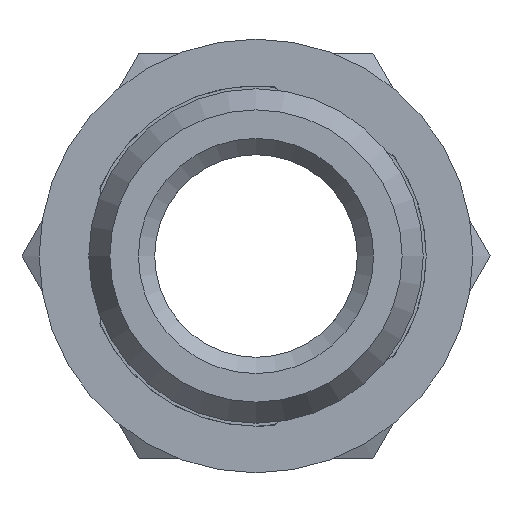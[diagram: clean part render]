
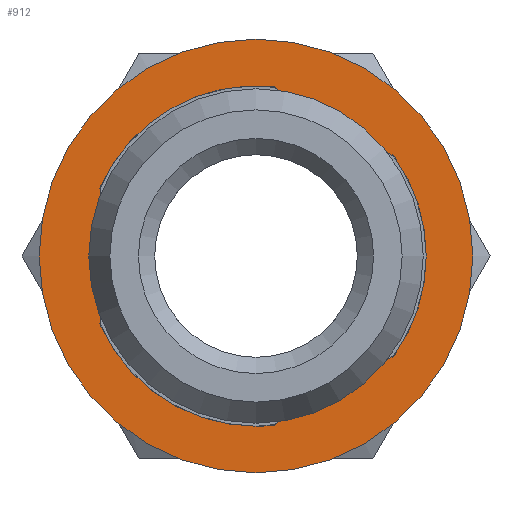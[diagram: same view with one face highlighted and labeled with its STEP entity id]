
A CAD part, front view. The second image highlights one B-rep face of the part: STEP entity #912.
In plain terms, the highlighted planar face has unit normal (0, -1, 0).
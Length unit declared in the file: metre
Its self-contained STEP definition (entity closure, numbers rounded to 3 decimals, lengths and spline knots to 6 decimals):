
#49=LINE('',#1462,#67);
#50=LINE('',#1467,#68);
#51=LINE('',#1472,#69);
#67=VECTOR('',#1133,1.);
#68=VECTOR('',#1138,1.);
#69=VECTOR('',#1143,1.);
#87=PLANE('',#991);
#229=ORIENTED_EDGE('',*,*,#325,.F.);
#230=ORIENTED_EDGE('',*,*,#326,.F.);
#231=ORIENTED_EDGE('',*,*,#327,.F.);
#232=ORIENTED_EDGE('',*,*,#324,.F.);
#233=ORIENTED_EDGE('',*,*,#328,.F.);
#234=ORIENTED_EDGE('',*,*,#329,.F.);
#235=ORIENTED_EDGE('',*,*,#330,.T.);
#324=EDGE_CURVE('',#385,#384,#49,.T.);
#325=EDGE_CURVE('',#386,#387,#418,.T.);
#326=EDGE_CURVE('',#388,#386,#50,.T.);
#327=EDGE_CURVE('',#384,#388,#419,.T.);
#328=EDGE_CURVE('',#389,#385,#420,.T.);
#329=EDGE_CURVE('',#387,#389,#51,.T.);
#330=EDGE_CURVE('',#390,#390,#421,.T.);
#384=VERTEX_POINT('',#1459);
#385=VERTEX_POINT('',#1461);
#386=VERTEX_POINT('',#1465);
#387=VERTEX_POINT('',#1466);
#388=VERTEX_POINT('',#1468);
#389=VERTEX_POINT('',#1471);
#390=VERTEX_POINT('',#1474);
#418=CIRCLE('',#992,0.0084);
#419=CIRCLE('',#993,0.0084);
#420=CIRCLE('',#994,0.0084);
#421=CIRCLE('',#995,0.0107);
#481=EDGE_LOOP('',(#229,#230,#231,#232,#233,#234));
#482=EDGE_LOOP('',(#235));
#553=FACE_BOUND('',#481,.T.);
#554=FACE_BOUND('',#482,.T.);
#912=ADVANCED_FACE('',(#553,#554),#87,.T.);
#991=AXIS2_PLACEMENT_3D('',#1463,#1134,#1135);
#992=AXIS2_PLACEMENT_3D('',#1464,#1136,#1137);
#993=AXIS2_PLACEMENT_3D('',#1469,#1139,#1140);
#994=AXIS2_PLACEMENT_3D('',#1470,#1141,#1142);
#995=AXIS2_PLACEMENT_3D('',#1473,#1144,#1145);
#1133=DIRECTION('',(-0.866,0.,0.5));
#1134=DIRECTION('',(0.,-1.,0.));
#1135=DIRECTION('',(0.,0.,-1.));
#1136=DIRECTION('',(0.,-1.,0.));
#1137=DIRECTION('',(0.,0.,-1.));
#1138=DIRECTION('',(0.,0.,-1.));
#1139=DIRECTION('',(0.,-1.,0.));
#1140=DIRECTION('',(0.,0.,-1.));
#1141=DIRECTION('',(0.,-1.,0.));
#1142=DIRECTION('',(0.,0.,-1.));
#1143=DIRECTION('',(0.866,0.,0.5));
#1144=DIRECTION('',(0.,-1.,0.));
#1145=DIRECTION('',(0.,0.,-1.));
#1459=CARTESIAN_POINT('',(0.00082,0.0064,0.00836));
#1461=CARTESIAN_POINT('',(0.00683,0.0064,0.00489));
#1462=CARTESIAN_POINT('',(0.00082,0.0064,0.00836));
#1463=CARTESIAN_POINT('',(0.0084,0.0064,0.));
#1464=CARTESIAN_POINT('',(0.,0.0064,0.));
#1465=CARTESIAN_POINT('',(-0.00765,0.0064,-0.00347));
#1466=CARTESIAN_POINT('',(0.00082,0.0064,-0.00836));
#1467=CARTESIAN_POINT('',(-0.00765,0.0064,-0.00347));
#1468=CARTESIAN_POINT('',(-0.00765,0.0064,0.00347));
#1469=CARTESIAN_POINT('',(0.,0.0064,0.));
#1470=CARTESIAN_POINT('',(0.,0.0064,0.));
#1471=CARTESIAN_POINT('',(0.00683,0.0064,-0.00489));
#1472=CARTESIAN_POINT('',(0.00683,0.0064,-0.00489));
#1473=CARTESIAN_POINT('',(0.,0.0064,0.));
#1474=CARTESIAN_POINT('',(0.,0.0064,-0.0107));
